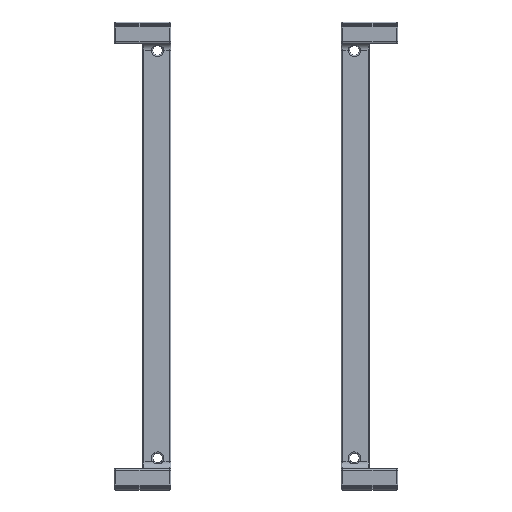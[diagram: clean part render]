
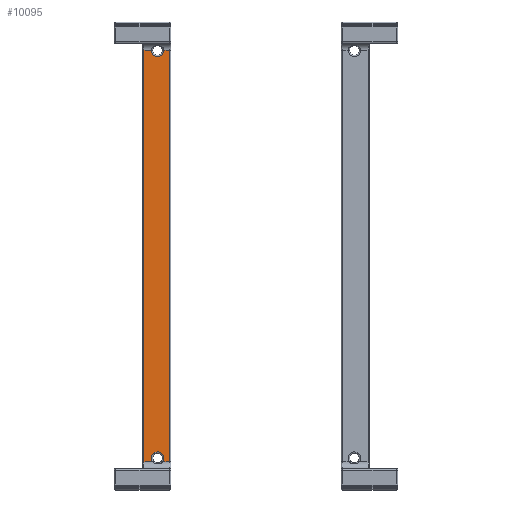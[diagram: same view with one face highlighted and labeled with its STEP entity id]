
A CAD part, front view. The second image highlights one B-rep face of the part: STEP entity #10095.
In plain terms, the highlighted planar face has unit normal (0, -1, 0).
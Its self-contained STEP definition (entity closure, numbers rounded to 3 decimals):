
#401=CIRCLE('',#10668,1.75);
#402=CIRCLE('',#10670,1.75);
#1359=FACE_OUTER_BOUND('',#1994,.T.);
#1994=EDGE_LOOP('',(#7767,#7768,#7769,#7770,#7771,#7772,#7773,#7774));
#2778=LINE('',#17449,#3622);
#2779=LINE('',#17451,#3623);
#2780=LINE('',#17453,#3624);
#2781=LINE('',#17457,#3625);
#2782=LINE('',#17459,#3626);
#2783=LINE('',#17460,#3627);
#3622=VECTOR('',#12144,10.);
#3623=VECTOR('',#12145,10.);
#3624=VECTOR('',#12146,10.);
#3625=VECTOR('',#12149,10.);
#3626=VECTOR('',#12150,10.);
#3627=VECTOR('',#12151,10.);
#4532=VERTEX_POINT('',#17388);
#4536=VERTEX_POINT('',#17395);
#4537=VERTEX_POINT('',#17448);
#4538=VERTEX_POINT('',#17450);
#4539=VERTEX_POINT('',#17452);
#4540=VERTEX_POINT('',#17454);
#4541=VERTEX_POINT('',#17456);
#4542=VERTEX_POINT('',#17458);
#5672=EDGE_CURVE('',#4536,#4532,#401,.T.);
#5675=EDGE_CURVE('',#4537,#4536,#2778,.T.);
#5676=EDGE_CURVE('',#4538,#4537,#2779,.T.);
#5677=EDGE_CURVE('',#4539,#4538,#2780,.T.);
#5678=EDGE_CURVE('',#4540,#4539,#402,.T.);
#5679=EDGE_CURVE('',#4541,#4540,#2781,.T.);
#5680=EDGE_CURVE('',#4542,#4541,#2782,.T.);
#5681=EDGE_CURVE('',#4532,#4542,#2783,.T.);
#7767=ORIENTED_EDGE('',*,*,#5672,.F.);
#7768=ORIENTED_EDGE('',*,*,#5675,.F.);
#7769=ORIENTED_EDGE('',*,*,#5676,.F.);
#7770=ORIENTED_EDGE('',*,*,#5677,.F.);
#7771=ORIENTED_EDGE('',*,*,#5678,.F.);
#7772=ORIENTED_EDGE('',*,*,#5679,.F.);
#7773=ORIENTED_EDGE('',*,*,#5680,.F.);
#7774=ORIENTED_EDGE('',*,*,#5681,.F.);
#9760=PLANE('',#10669);
#10095=ADVANCED_FACE('',(#1359),#9760,.T.);
#10668=AXIS2_PLACEMENT_3D('',#17397,#12140,#12141);
#10669=AXIS2_PLACEMENT_3D('',#17447,#12142,#12143);
#10670=AXIS2_PLACEMENT_3D('',#17455,#12147,#12148);
#12140=DIRECTION('center_axis',(0.,-1.,0.));
#12141=DIRECTION('ref_axis',(0.,0.,1.));
#12142=DIRECTION('center_axis',(0.,-1.,0.));
#12143=DIRECTION('ref_axis',(0.,0.,-1.));
#12144=DIRECTION('',(-1.,0.,0.));
#12145=DIRECTION('',(0.,0.,-1.));
#12146=DIRECTION('',(1.,0.,0.));
#12147=DIRECTION('center_axis',(0.,-1.,0.));
#12148=DIRECTION('ref_axis',(0.,0.,-1.));
#12149=DIRECTION('',(1.,0.,0.));
#12150=DIRECTION('',(0.,0.,1.));
#12151=DIRECTION('',(-1.,0.,0.));
#17388=CARTESIAN_POINT('',(2.814,-10.6,-58.));
#17395=CARTESIAN_POINT('',(5.686,-10.6,-58.));
#17397=CARTESIAN_POINT('Origin',(4.25,-10.6,-57.));
#17447=CARTESIAN_POINT('Origin',(0.,-10.6,60.));
#17448=CARTESIAN_POINT('',(7.6,-10.6,-58.));
#17449=CARTESIAN_POINT('',(0.,-10.6,-58.));
#17450=CARTESIAN_POINT('',(7.6,-10.6,58.));
#17451=CARTESIAN_POINT('',(7.6,-10.6,30.));
#17452=CARTESIAN_POINT('',(6.,-10.6,58.));
#17453=CARTESIAN_POINT('',(0.,-10.6,58.));
#17454=CARTESIAN_POINT('',(2.5,-10.6,58.));
#17455=CARTESIAN_POINT('Origin',(4.25,-10.6,58.));
#17456=CARTESIAN_POINT('',(0.4,-10.6,58.));
#17457=CARTESIAN_POINT('',(0.,-10.6,58.));
#17458=CARTESIAN_POINT('',(0.4,-10.6,-58.));
#17459=CARTESIAN_POINT('',(0.4,-10.6,30.));
#17460=CARTESIAN_POINT('',(0.,-10.6,-58.));
